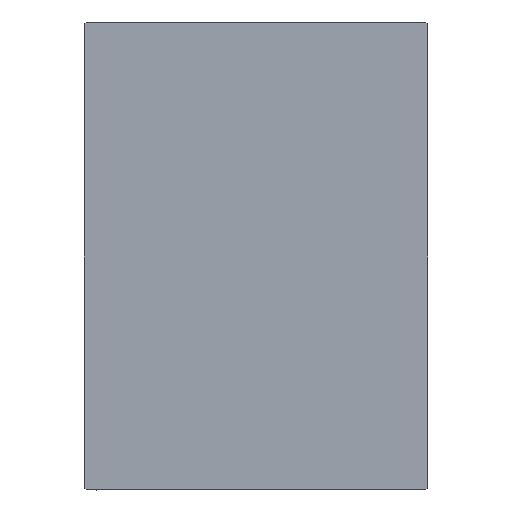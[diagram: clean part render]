
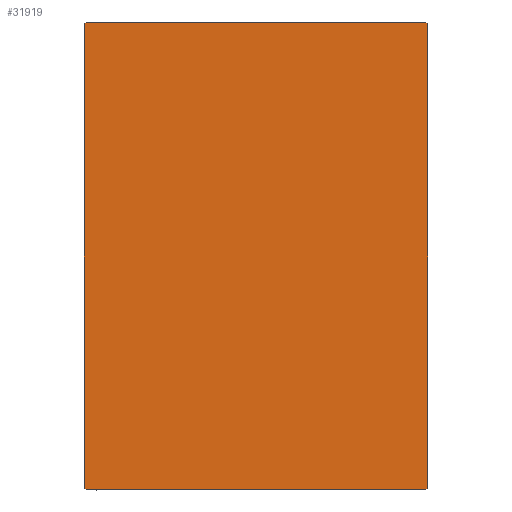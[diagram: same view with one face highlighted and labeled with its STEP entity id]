
A CAD part, left-side view. The second image highlights one B-rep face of the part: STEP entity #31919.
In plain terms, the highlighted face is planar.
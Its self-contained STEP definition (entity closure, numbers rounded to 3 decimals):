
#192 = EDGE_CURVE ( 'NONE', #21900, #9184, #4658, .T. ) ;
#748 = DIRECTION ( 'NONE',  ( 0., -0.707, 0.707 ) ) ;
#1183 = CARTESIAN_POINT ( 'NONE',  ( 75., -32.35, 32.35 ) ) ;
#1375 = LINE ( 'NONE', #27109, #32142 ) ;
#2377 = CARTESIAN_POINT ( 'NONE',  ( 75., 27.2, -37.5 ) ) ;
#3542 = ORIENTED_EDGE ( 'NONE', *, *, #40587, .T. ) ;
#3543 = CARTESIAN_POINT ( 'NONE',  ( 75., -27.2, 37.5 ) ) ;
#4051 = DIRECTION ( 'NONE',  ( 0., 0., -1. ) ) ;
#4055 = VECTOR ( 'NONE', #25003, 1000. ) ;
#4658 = LINE ( 'NONE', #24541, #28523 ) ;
#5801 = EDGE_CURVE ( 'NONE', #39753, #20987, #8641, .T. ) ;
#5847 = VECTOR ( 'NONE', #31011, 1000. ) ;
#6044 = DIRECTION ( 'NONE',  ( 0., 1., 0. ) ) ;
#6827 = ORIENTED_EDGE ( 'NONE', *, *, #11345, .T. ) ;
#7087 = DIRECTION ( 'NONE',  ( 1., 0., 0. ) ) ;
#7470 = CARTESIAN_POINT ( 'NONE',  ( 75., -32.35, -32.35 ) ) ;
#8370 = EDGE_CURVE ( 'NONE', #17695, #23140, #17810, .T. ) ;
#8641 = LINE ( 'NONE', #21816, #24407 ) ;
#8831 = VECTOR ( 'NONE', #9917, 1000. ) ;
#8943 = ORIENTED_EDGE ( 'NONE', *, *, #18302, .T. ) ;
#9184 = VERTEX_POINT ( 'NONE', #3543 ) ;
#9917 = DIRECTION ( 'NONE',  ( 0., 0.707, 0.707 ) ) ;
#11345 = EDGE_CURVE ( 'NONE', #20987, #21900, #1375, .T. ) ;
#12230 = ORIENTED_EDGE ( 'NONE', *, *, #8370, .T. ) ;
#13347 = PLANE ( 'NONE',  #33288 ) ;
#15049 = CARTESIAN_POINT ( 'NONE',  ( 75., -27.5, 37.5 ) ) ;
#16158 = CARTESIAN_POINT ( 'NONE',  ( 75., -27.5, 37.2 ) ) ;
#16791 = FACE_OUTER_BOUND ( 'NONE', #41354, .T. ) ;
#16810 = CARTESIAN_POINT ( 'NONE',  ( 75., 27.5, 37.2 ) ) ;
#17695 = VERTEX_POINT ( 'NONE', #24697 ) ;
#17810 = LINE ( 'NONE', #7470, #5847 ) ;
#18191 = EDGE_CURVE ( 'NONE', #23140, #19037, #32843, .T. ) ;
#18302 = EDGE_CURVE ( 'NONE', #19037, #39753, #19428, .T. ) ;
#18533 = ORIENTED_EDGE ( 'NONE', *, *, #27137, .T. ) ;
#19037 = VERTEX_POINT ( 'NONE', #2377 ) ;
#19428 = LINE ( 'NONE', #25718, #8831 ) ;
#20547 = VECTOR ( 'NONE', #6044, 1000. ) ;
#20987 = VERTEX_POINT ( 'NONE', #16810 ) ;
#21816 = CARTESIAN_POINT ( 'NONE',  ( 75., 27.5, -37.5 ) ) ;
#21900 = VERTEX_POINT ( 'NONE', #37550 ) ;
#23140 = VERTEX_POINT ( 'NONE', #37832 ) ;
#23336 = CARTESIAN_POINT ( 'NONE',  ( 75., -27.5, -37.5 ) ) ;
#24161 = LINE ( 'NONE', #15049, #4055 ) ;
#24407 = VECTOR ( 'NONE', #27688, 1000. ) ;
#24541 = CARTESIAN_POINT ( 'NONE',  ( 75., 27.5, 37.5 ) ) ;
#24697 = CARTESIAN_POINT ( 'NONE',  ( 75., -27.5, -37.2 ) ) ;
#24805 = VECTOR ( 'NONE', #31431, 1000. ) ;
#25003 = DIRECTION ( 'NONE',  ( 0., 0., -1. ) ) ;
#25718 = CARTESIAN_POINT ( 'NONE',  ( 75., 32.35, -32.35 ) ) ;
#27109 = CARTESIAN_POINT ( 'NONE',  ( 75., 32.35, 32.35 ) ) ;
#27137 = EDGE_CURVE ( 'NONE', #9184, #38619, #27560, .T. ) ;
#27560 = LINE ( 'NONE', #1183, #24805 ) ;
#27688 = DIRECTION ( 'NONE',  ( 0., 0., 1. ) ) ;
#28523 = VECTOR ( 'NONE', #34271, 1000. ) ;
#29086 = ORIENTED_EDGE ( 'NONE', *, *, #192, .T. ) ;
#31011 = DIRECTION ( 'NONE',  ( 0., 0.707, -0.707 ) ) ;
#31431 = DIRECTION ( 'NONE',  ( 0., -0.707, -0.707 ) ) ;
#31919 = ADVANCED_FACE ( 'NONE', ( #16791 ), #13347, .T. ) ;
#32142 = VECTOR ( 'NONE', #748, 1000. ) ;
#32843 = LINE ( 'NONE', #23336, #20547 ) ;
#33288 = AXIS2_PLACEMENT_3D ( 'NONE', #36904, #7087, #4051 ) ;
#33412 = CARTESIAN_POINT ( 'NONE',  ( 75., 27.5, -37.2 ) ) ;
#33489 = ORIENTED_EDGE ( 'NONE', *, *, #18191, .T. ) ;
#34271 = DIRECTION ( 'NONE',  ( 0., -1., 0. ) ) ;
#36904 = CARTESIAN_POINT ( 'NONE',  ( 75., 0., 0. ) ) ;
#37550 = CARTESIAN_POINT ( 'NONE',  ( 75., 27.2, 37.5 ) ) ;
#37832 = CARTESIAN_POINT ( 'NONE',  ( 75., -27.2, -37.5 ) ) ;
#38619 = VERTEX_POINT ( 'NONE', #16158 ) ;
#39753 = VERTEX_POINT ( 'NONE', #33412 ) ;
#40587 = EDGE_CURVE ( 'NONE', #38619, #17695, #24161, .T. ) ;
#41354 = EDGE_LOOP ( 'NONE', ( #33489, #8943, #41702, #6827, #29086, #18533, #3542, #12230 ) ) ;
#41702 = ORIENTED_EDGE ( 'NONE', *, *, #5801, .T. ) ;
